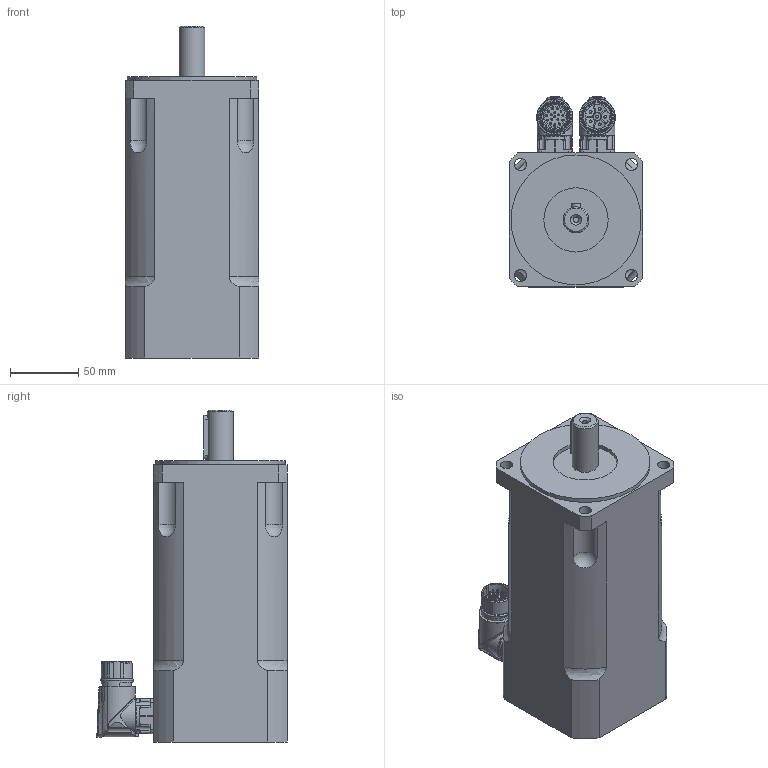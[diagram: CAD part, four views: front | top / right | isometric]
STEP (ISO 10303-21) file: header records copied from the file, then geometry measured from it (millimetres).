
FILE_DESCRIPTION(/* description */ ('Alibre Inc.'),/* implementation_level */ '2;1');
FILE_NAME(/* name */ 'export2',/* time_stamp */ '2013-05-07T10:34:08+02:00',/* author */ (''),/* organization */ (''),/* preprocessor_version */ 'ST-DEVELOPER v12',/* originating_system */ 'Alibre',/* authorisation */ '');
FILE_SCHEMA (('AUTOMOTIVE_DESIGN'));
Length unit declared in the file: centimetre
Products named in the file (5): ID_1; ID_2
Bounding box: 98 x 139.55 x 243 mm (x, y, z)
Volume: 1895265.2 mm3; surface area: 117221.2 mm2
Topology: 4 solids, 6 shells, 726 faces, 1936 edges, 1262 vertices
Faces by surface type: cylinder 279, plane 234, bspline 110, cone 49, torus 29, sphere 25
Full cylindrical faces by diameter (mm): 1 x15, 1.013 x1, 1.035 x1, 2 x6, 2.15 x6, 2.7 x8, 4.134 x1, 4.5 x2, 5.5 x1, 5.9 x2, 9 x4, 19 x1, 20 x4, 20.1 x3, 21.15 x4, 21.6 x2, 21.8 x2, 21.9 x2, 24.4 x2, 47 x1, 95 x1
Entity records: 27214 total; most frequent: CARTESIAN_POINT 10507, ORIENTED_EDGE 3534, DIRECTION 3059, EDGE_CURVE 1767, AXIS2_PLACEMENT_3D 1336, VERTEX_POINT 1236, EDGE_LOOP 937, FACE_BOUND 937
